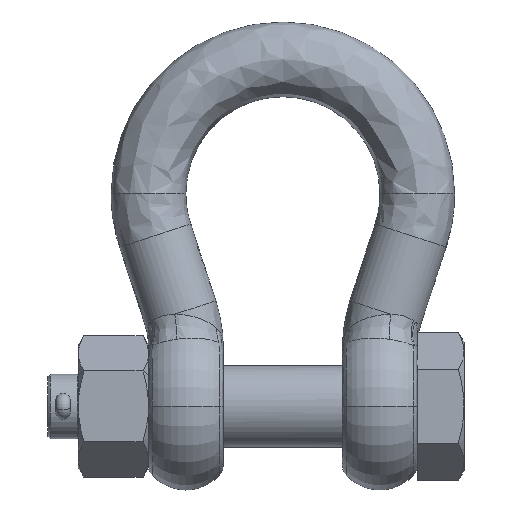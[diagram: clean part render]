
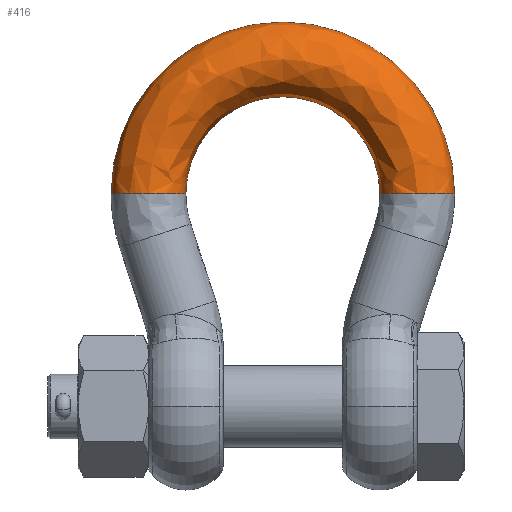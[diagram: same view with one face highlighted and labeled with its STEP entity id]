
A CAD part, top view. The second image highlights one B-rep face of the part: STEP entity #416.
In plain terms, the highlighted free-form (B-spline) face has degree [3, 3] with [4, 4] control points.
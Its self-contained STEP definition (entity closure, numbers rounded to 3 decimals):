
#416=ADVANCED_FACE('NONE',(#1481),#1482,.F.);
#1481=FACE_OUTER_BOUND('',#5104,.T.);
#1482=(B_SPLINE_SURFACE(3,3,((#5106,#5107,#5108,#5109),(#5110,#5111,#5112,#5113),(#5114,#5115,#5116,#5117),(#5118,#5119,#5120,#5121)),.UNSPECIFIED.,.F.,.F.,.F.)B_SPLINE_SURFACE_WITH_KNOTS((4,4),(4,4),(0.0,1.0),(0.0,1.0),.UNSPECIFIED.)RATIONAL_B_SPLINE_SURFACE(((1.0,0.333,0.333,1.0),(0.333,0.111,0.111,0.333),(0.333,0.111,0.111,0.333),(1.0,0.333,0.333,1.0)))BOUNDED_SURFACE()REPRESENTATION_ITEM('')GEOMETRIC_REPRESENTATION_ITEM()SURFACE());
#5104=EDGE_LOOP('',(#16736,#16737,#16738,#16739));
#5106=CARTESIAN_POINT('',(-41.5,91.0,0.));
#5107=CARTESIAN_POINT('',(-41.5,174.0,0.));
#5108=CARTESIAN_POINT('',(41.5,174.0,0.));
#5109=CARTESIAN_POINT('',(41.5,91.0,0.));
#5110=CARTESIAN_POINT('',(-41.5,91.0,32.0));
#5111=CARTESIAN_POINT('',(-41.5,174.0,32.0));
#5112=CARTESIAN_POINT('',(41.5,174.0,32.0));
#5113=CARTESIAN_POINT('',(41.5,91.0,32.0));
#5114=CARTESIAN_POINT('',(-73.5,91.0,32.0));
#5115=CARTESIAN_POINT('',(-73.5,238.0,32.0));
#5116=CARTESIAN_POINT('',(73.5,238.0,32.0));
#5117=CARTESIAN_POINT('',(73.5,91.0,32.0));
#5118=CARTESIAN_POINT('',(-73.5,91.0,0.));
#5119=CARTESIAN_POINT('',(-73.5,238.0,0.));
#5120=CARTESIAN_POINT('',(73.5,238.0,0.));
#5121=CARTESIAN_POINT('',(73.5,91.0,0.));
#16736=ORIENTED_EDGE('',*,*,#20880,.T.);
#16737=ORIENTED_EDGE('',*,*,#20881,.T.);
#16738=ORIENTED_EDGE('',*,*,#20800,.F.);
#16739=ORIENTED_EDGE('',*,*,#20882,.T.);
#20800=EDGE_CURVE('NONE',#23513,#23514,#23515,.T.);
#20880=EDGE_CURVE('NONE',#23650,#23651,#23652,.T.);
#20881=EDGE_CURVE('NONE',#23651,#23514,#23653,.T.);
#20882=EDGE_CURVE('NONE',#23513,#23650,#23654,.T.);
#23513=VERTEX_POINT('NONE',#31282);
#23514=VERTEX_POINT('NONE',#31283);
#23515=CIRCLE('',#31284,16.0);
#23650=VERTEX_POINT('NONE',#31851);
#23651=VERTEX_POINT('NONE',#31852);
#23652=CIRCLE('',#31853,16.0);
#23653=CIRCLE('',#31854,73.5);
#23654=CIRCLE('',#31855,41.5);
#31282=CARTESIAN_POINT('',(-41.5,91.0,0.));
#31283=CARTESIAN_POINT('',(-73.5,91.,0.));
#31284=AXIS2_PLACEMENT_3D('',#39875,#39876,#39877);
#31851=CARTESIAN_POINT('',(41.5,91.0,0.));
#31852=CARTESIAN_POINT('',(73.5,91.0,0.));
#31853=AXIS2_PLACEMENT_3D('',#39933,#39934,#39935);
#31854=AXIS2_PLACEMENT_3D('',#39936,#39937,#39938);
#31855=AXIS2_PLACEMENT_3D('',#39939,#39940,#39941);
#39875=CARTESIAN_POINT('',(-57.5,91.0,0.));
#39876=DIRECTION('',(0.0,-1.0,0.0));
#39877=DIRECTION('',(0.0,0.0,-1.0));
#39933=CARTESIAN_POINT('',(57.5,91.0,0.));
#39934=DIRECTION('',(0.0,1.0,-0.0));
#39935=DIRECTION('',(0.0,0.0,1.0));
#39936=CARTESIAN_POINT('',(0.0,91.0,0.));
#39937=DIRECTION('',(0.0,0.0,1.0));
#39938=DIRECTION('',(-1.0,0.0,0.0));
#39939=CARTESIAN_POINT('',(0.0,91.0,0.));
#39940=DIRECTION('',(0.0,0.0,-1.0));
#39941=DIRECTION('',(-1.0,0.0,0.0));
